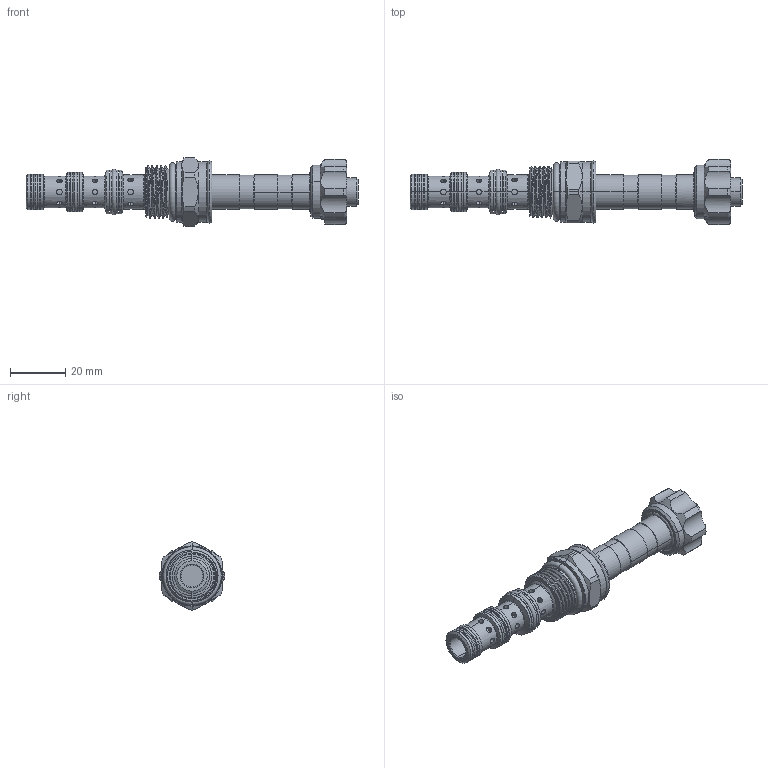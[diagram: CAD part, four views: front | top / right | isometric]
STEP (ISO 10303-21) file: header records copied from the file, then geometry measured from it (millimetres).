
FILE_DESCRIPTION (( 'STEP AP203' ), '1' );
FILE_NAME ('ES08W4A10M04.STEP', '2020-04-09T06:15:12', ( '' ), ( '' ), 'SwSTEP 2.0', 'SolidWorks 2018', '' );
FILE_SCHEMA (( 'CONFIG_CONTROL_DESIGN' ));
Length unit declared in the file: millimetre
Products named in the file (1): ES08W4A10M04
Bounding box: 120.25 x 23.79 x 24.65 mm (x, y, z)
Volume: 22296.5 mm3; surface area: 10551.8 mm2
Topology: 7 solids, 7 shells, 331 faces, 735 edges, 453 vertices
Faces by surface type: cylinder 187, torus 60, cone 41, plane 40, bspline 3
Entity records: 11950 total; most frequent: CARTESIAN_POINT 4613, DIRECTION 1563, ORIENTED_EDGE 1470, EDGE_CURVE 735, AXIS2_PLACEMENT_3D 673, VERTEX_POINT 453, EDGE_LOOP 380, CIRCLE 344
